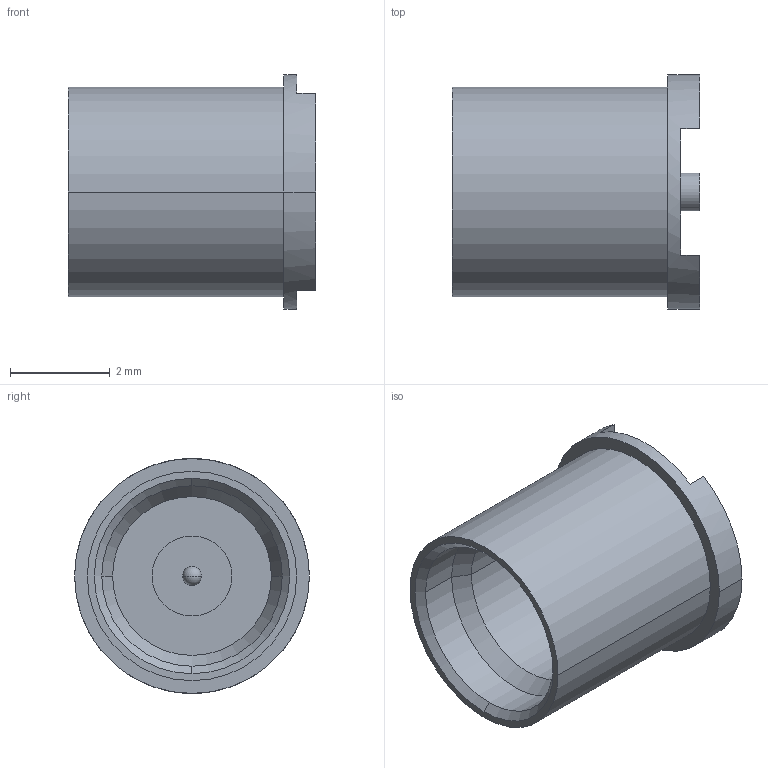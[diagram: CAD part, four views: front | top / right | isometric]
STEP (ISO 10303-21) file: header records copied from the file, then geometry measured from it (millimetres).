
FILE_DESCRIPTION (( 'STEP AP214' ), '1' );
FILE_NAME ('FMCN5531_3D.step', '2026-03-03T23:23:28', ( '' ), ( '' ), 'SwSTEP 2.0', 'SolidWorks 2025', '' );
FILE_SCHEMA (( 'AUTOMOTIVE_DESIGN' ));
Length unit declared in the file: millimetre
Products named in the file (1): FMCN5531_3D
Bounding box: 4.95 x 4.7 x 4.7 mm (x, y, z)
Volume: 41.1 mm3; surface area: 133.4 mm2
Topology: 1 solids, 1 shells, 33 faces, 74 edges, 47 vertices
Faces by surface type: cylinder 16, plane 11, cone 4, sphere 2
Entity records: 929 total; most frequent: DIRECTION 180, CARTESIAN_POINT 149, ORIENTED_EDGE 140, AXIS2_PLACEMENT_3D 76, EDGE_CURVE 70, VERTEX_POINT 45, CIRCLE 42, EDGE_LOOP 39
